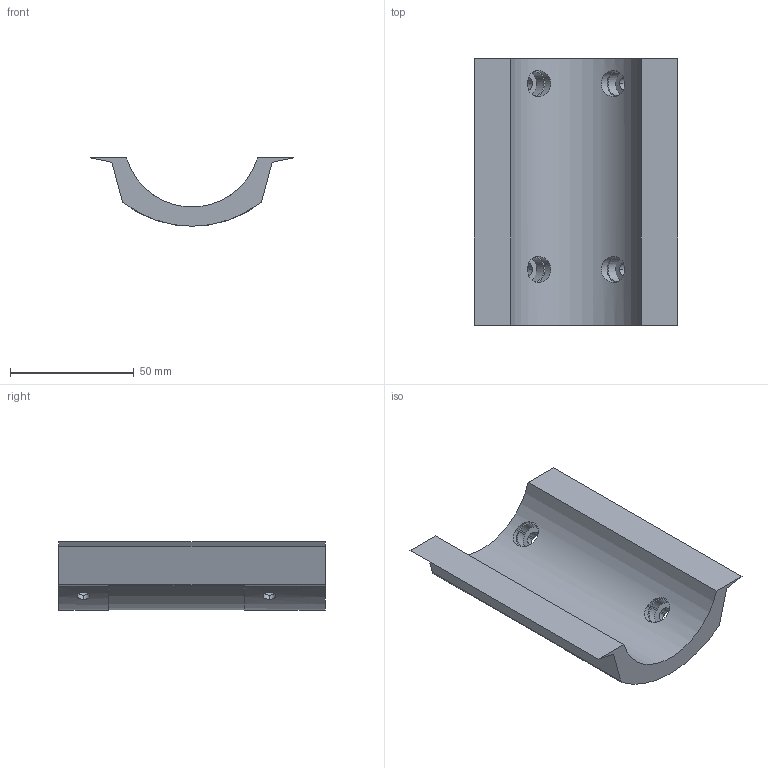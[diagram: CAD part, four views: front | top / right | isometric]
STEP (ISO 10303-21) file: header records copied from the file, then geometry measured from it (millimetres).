
FILE_DESCRIPTION (( 'STEP AP203' ), '1' );
FILE_NAME ('Tool mount blank.STEP', '2020-07-14T03:00:34', ( '' ), ( '' ), 'SwSTEP 2.0', 'SolidWorks 2018', '' );
FILE_SCHEMA (( 'CONFIG_CONTROL_DESIGN' ));
Length unit declared in the file: millimetre
Products named in the file (1): Tool mount blank
Bounding box: 82 x 107.5 x 27.58 mm (x, y, z)
Volume: 72523.7 mm3; surface area: 24958.8 mm2
Topology: 1 solids, 1 shells, 84 faces, 222 edges, 148 vertices
Faces by surface type: cylinder 42, plane 40, torus 2
Entity records: 3331 total; most frequent: CARTESIAN_POINT 1133, ORIENTED_EDGE 444, DIRECTION 436, EDGE_CURVE 222, AXIS2_PLACEMENT_3D 159, VERTEX_POINT 148, VECTOR 118, LINE 118
